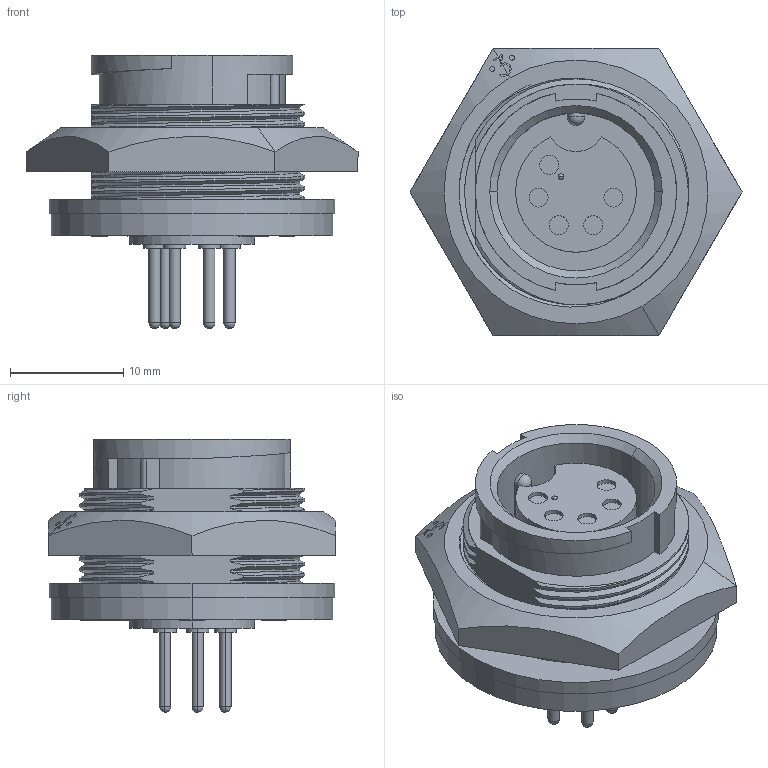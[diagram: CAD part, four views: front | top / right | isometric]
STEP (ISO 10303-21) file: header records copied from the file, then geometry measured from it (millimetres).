
FILE_DESCRIPTION (( 'STEP AP203' ), '1' );
FILE_NAME ('4291-5SG-300.STEP', '2014-09-30T13:45:11', ( '' ), ( '' ), 'SwSTEP 2.0', 'SolidWorks 2014', '' );
FILE_SCHEMA (( 'CONFIG_CONTROL_DESIGN' ));
Length unit declared in the file: inch
Products named in the file (1): 4291-5SG-300
Bounding box: 29.33 x 25.4 x 24.13 mm (x, y, z)
Volume: 5327.8 mm3; surface area: 4109.2 mm2
Topology: 1 solids, 1 shells, 377 faces, 1007 edges, 665 vertices
Faces by surface type: plane 157, bspline 103, cylinder 90, cone 14, torus 10, sphere 3
Entity records: 28107 total; most frequent: CARTESIAN_POINT 19674, ORIENTED_EDGE 2010, DIRECTION 1322, EDGE_CURVE 1005, VERTEX_POINT 664, LINE 468, VECTOR 468, AXIS2_PLACEMENT_3D 427
